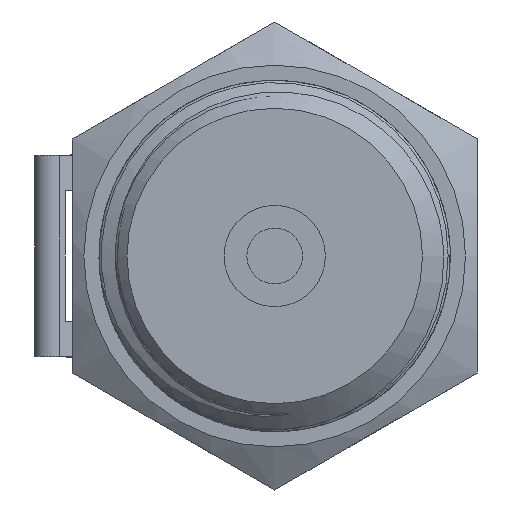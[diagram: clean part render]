
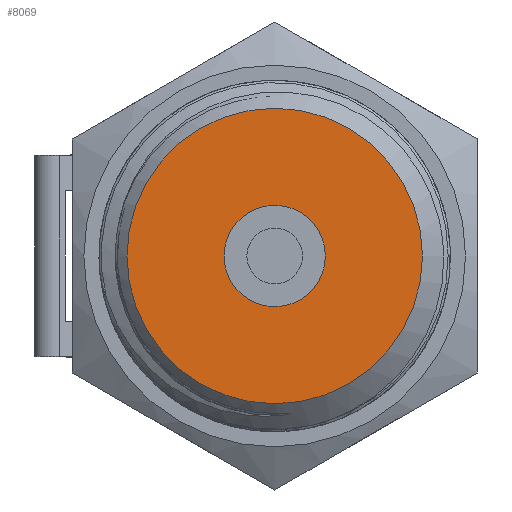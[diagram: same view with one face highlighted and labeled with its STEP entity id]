
A CAD part, left-side view. The second image highlights one B-rep face of the part: STEP entity #8069.
In plain terms, the highlighted planar face has unit normal (-1, 0, 0).
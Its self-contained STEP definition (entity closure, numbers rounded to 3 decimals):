
#2061=FACE_BOUND('',#2619,.T.);
#2130=FACE_OUTER_BOUND('',#2618,.T.);
#2618=EDGE_LOOP('',(#5444));
#2619=EDGE_LOOP('',(#5445));
#3160=CIRCLE('',#8620,8.75);
#3161=CIRCLE('',#8622,3.);
#3316=VERTEX_POINT('',#10745);
#3317=VERTEX_POINT('',#10749);
#4164=EDGE_CURVE('',#3316,#3316,#3160,.T.);
#4165=EDGE_CURVE('',#3317,#3317,#3161,.T.);
#5444=ORIENTED_EDGE('',*,*,#4164,.F.);
#5445=ORIENTED_EDGE('',*,*,#4165,.T.);
#7898=PLANE('',#8621);
#8069=ADVANCED_FACE('',(#2130,#2061),#7898,.T.);
#8620=AXIS2_PLACEMENT_3D('',#10747,#9102,#9103);
#8621=AXIS2_PLACEMENT_3D('',#10748,#9104,#9105);
#8622=AXIS2_PLACEMENT_3D('',#10750,#9106,#9107);
#9102=DIRECTION('center_axis',(1.,0.,0.));
#9103=DIRECTION('ref_axis',(0.,0.,-1.));
#9104=DIRECTION('center_axis',(-1.,0.,0.));
#9105=DIRECTION('ref_axis',(0.,0.,1.));
#9106=DIRECTION('center_axis',(1.,0.,0.));
#9107=DIRECTION('ref_axis',(0.,0.,-1.));
#10745=CARTESIAN_POINT('',(3.,-8.75,0.));
#10747=CARTESIAN_POINT('Origin',(3.,0.,0.));
#10748=CARTESIAN_POINT('Origin',(3.,8.75,0.));
#10749=CARTESIAN_POINT('',(3.,-3.,0.));
#10750=CARTESIAN_POINT('Origin',(3.,0.,0.));
